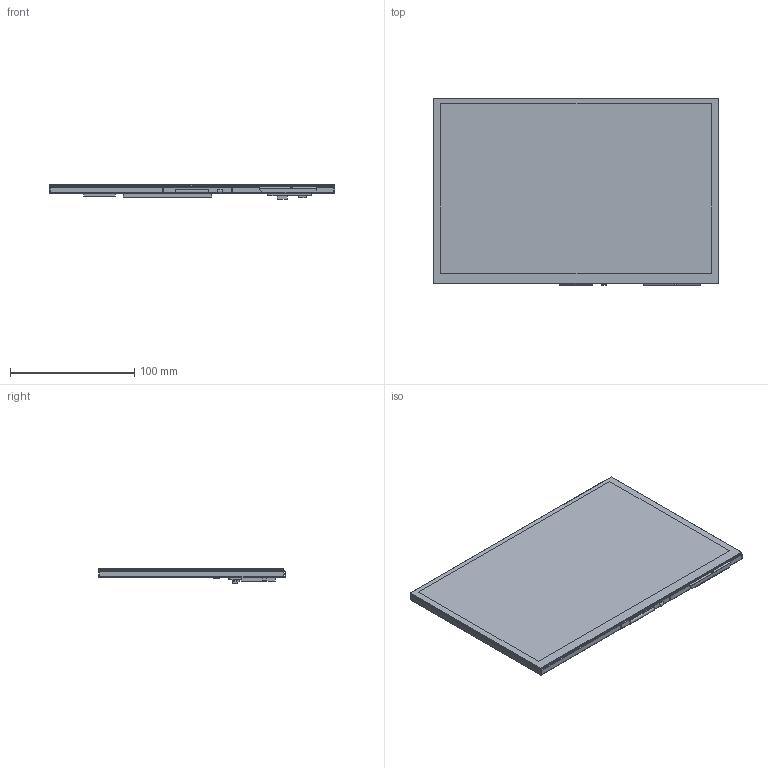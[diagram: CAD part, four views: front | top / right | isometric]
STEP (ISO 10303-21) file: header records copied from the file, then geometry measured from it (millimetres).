
FILE_DESCRIPTION(/* description */ (''),/* implementation_level */ '2;1');
FILE_NAME(/* name */ 'RVT101HVLNWCA0_Rev.1.0.stp',/* time_stamp */ '2021-09-08T13:09:03+02:00',/* author */ ('Mateusz Natywa'),/* organization */ (''),/* preprocessor_version */ 'ST-DEVELOPER v17',/* originating_system */ 'Autodesk Inventor 2019',/* authorisation */ '');
FILE_SCHEMA (('CONFIG_CONTROL_DESIGN'));
Length unit declared in the file: millimetre
Products named in the file (10): RVT101HVLNWC00_Rev.1.0; CTP; CG; SCA; SENSOR; FPC; DST_2; RVT101HVLNWC00_Rev.1.0_1; DISP; FPC_1
Assembly tree (9 placements, depth 3):
  RVT101HVLNWC00_Rev.1.0
    CTP
      CG
      SCA
      SENSOR
      FPC
      DST_2
    RVT101HVLNWC00_Rev.1.0_1
      DISP
      FPC_1
Bounding box: 229.46 x 150.34 x 11.65 mm (x, y, z)
Volume: 218586.5 mm3; surface area: 299594 mm2
Topology: 10 solids, 10 shells, 499 faces, 1348 edges, 886 vertices
Faces by surface type: plane 432, cylinder 51, cone 8, bspline 4, sphere 4
Entity records: 16172 total; most frequent: CARTESIAN_POINT 2876, ORIENTED_EDGE 2696, DIRECTION 2482, EDGE_CURVE 1348, LINE 1226, VECTOR 1226, VERTEX_POINT 886, AXIS2_PLACEMENT_3D 628
